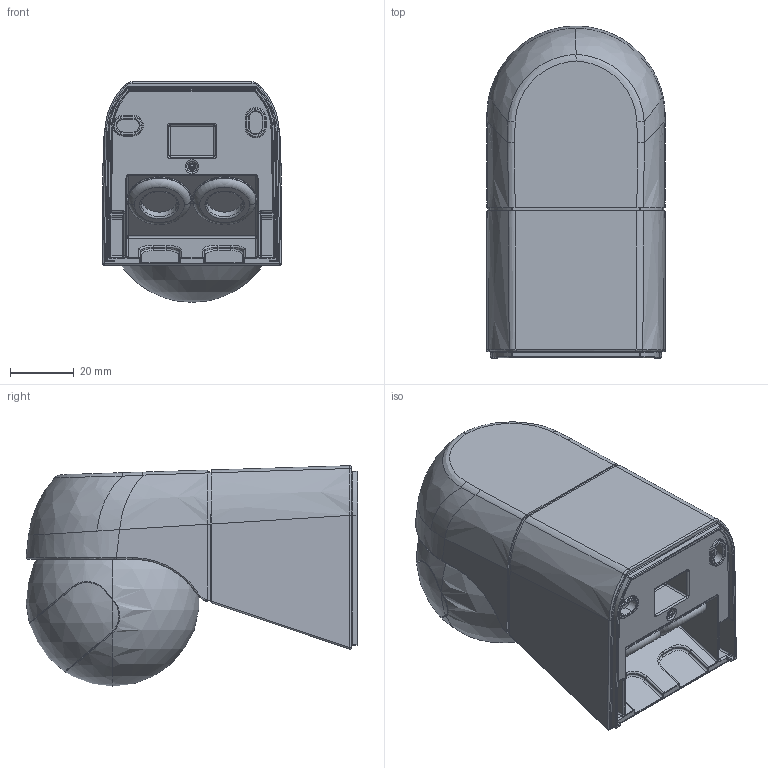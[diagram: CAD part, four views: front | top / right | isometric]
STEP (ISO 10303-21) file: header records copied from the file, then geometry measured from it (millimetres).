
FILE_DESCRIPTION('');
FILE_NAME('');
FILE_SCHEMA(('AUTOMOTIVE_DESIGN { 1 0 10303 214 1 1 1 1 }'));
Length unit declared in the file: millimetre
Products named in the file (1): EM10055508
Bounding box: 55.98 x 103.9 x 69.07 mm (x, y, z)
Volume: 250509 mm3; surface area: 40037.3 mm2
Topology: 3 solids, 3 shells, 492 faces, 1148 edges, 626 vertices
Faces by surface type: cylinder 177, bspline 100, plane 96, torus 71, sphere 42, extrusion 4, revolution 2
Entity records: 21668 total; most frequent: CARTESIAN_POINT 12105, ORIENTED_EDGE 2204, DIRECTION 1435, EDGE_CURVE 1102, AXIS2_PLACEMENT_3D 727, VERTEX_POINT 625, EDGE_LOOP 502, ADVANCED_FACE 492
